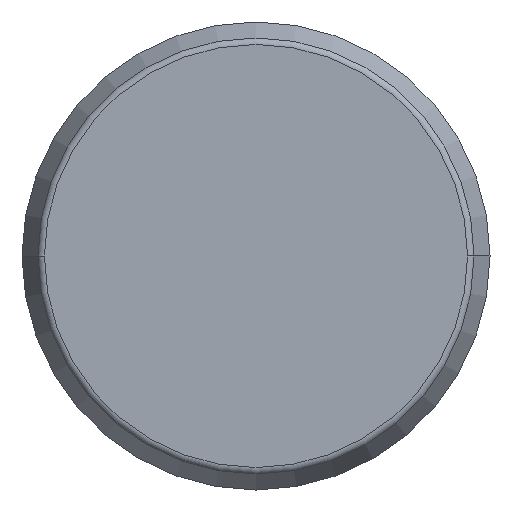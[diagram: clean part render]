
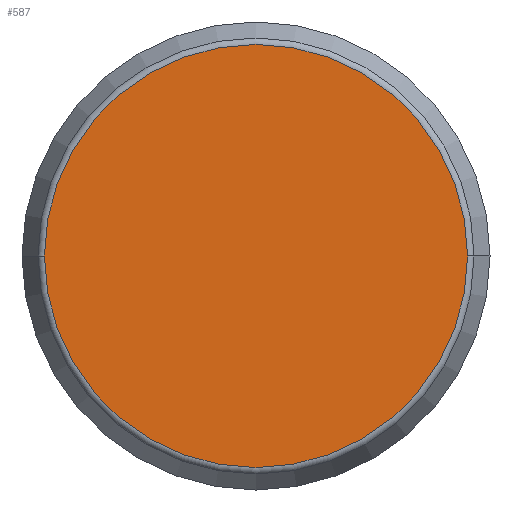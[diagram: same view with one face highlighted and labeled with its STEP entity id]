
A CAD part, front view. The second image highlights one B-rep face of the part: STEP entity #587.
In plain terms, the highlighted planar face has unit normal (0, -1, 0).
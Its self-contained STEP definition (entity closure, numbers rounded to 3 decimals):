
#178 = AXIS2_PLACEMENT_3D ( 'NONE', #11891, #10528, #2213 ) ;
#587 = ADVANCED_FACE ( 'NONE', ( #746 ), #6293, .T. ) ;
#746 = FACE_OUTER_BOUND ( 'NONE', #17405, .T. ) ;
#1198 = DIRECTION ( 'NONE',  ( -1., 0., 0. ) ) ;
#2213 = DIRECTION ( 'NONE',  ( 1., 0., 0. ) ) ;
#2655 = DIRECTION ( 'NONE',  ( 0., 1., 0. ) ) ;
#4329 = DIRECTION ( 'NONE',  ( 0., 1., 0. ) ) ;
#4414 = DIRECTION ( 'NONE',  ( -1., 0., 0. ) ) ;
#4657 = VERTEX_POINT ( 'NONE', #12997 ) ;
#5416 = CARTESIAN_POINT ( 'NONE',  ( 0., 0., 0. ) ) ;
#6293 = PLANE ( 'NONE',  #178 ) ;
#6627 = ORIENTED_EDGE ( 'NONE', *, *, #14302, .F. ) ;
#8264 = EDGE_CURVE ( 'NONE', #16896, #4657, #11588, .T. ) ;
#9645 = ORIENTED_EDGE ( 'NONE', *, *, #8264, .F. ) ;
#9704 = CIRCLE ( 'NONE', #17025, 29.382 ) ;
#10528 = DIRECTION ( 'NONE',  ( 0., -1., 0. ) ) ;
#11588 = CIRCLE ( 'NONE', #17711, 29.382 ) ;
#11891 = CARTESIAN_POINT ( 'NONE',  ( 0., 0., 0. ) ) ;
#12997 = CARTESIAN_POINT ( 'NONE',  ( -29.382, 0., 0. ) ) ;
#14302 = EDGE_CURVE ( 'NONE', #4657, #16896, #9704, .T. ) ;
#16366 = CARTESIAN_POINT ( 'NONE',  ( 0., 0., 0. ) ) ;
#16896 = VERTEX_POINT ( 'NONE', #16901 ) ;
#16901 = CARTESIAN_POINT ( 'NONE',  ( 29.382, 0., 0. ) ) ;
#17025 = AXIS2_PLACEMENT_3D ( 'NONE', #16366, #2655, #1198 ) ;
#17405 = EDGE_LOOP ( 'NONE', ( #6627, #9645 ) ) ;
#17711 = AXIS2_PLACEMENT_3D ( 'NONE', #5416, #4329, #4414 ) ;
